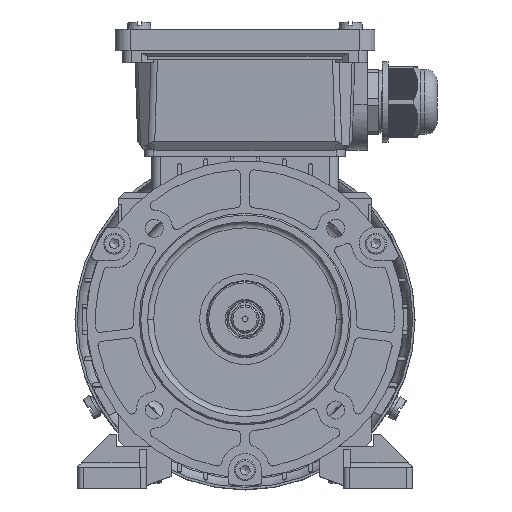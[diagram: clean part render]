
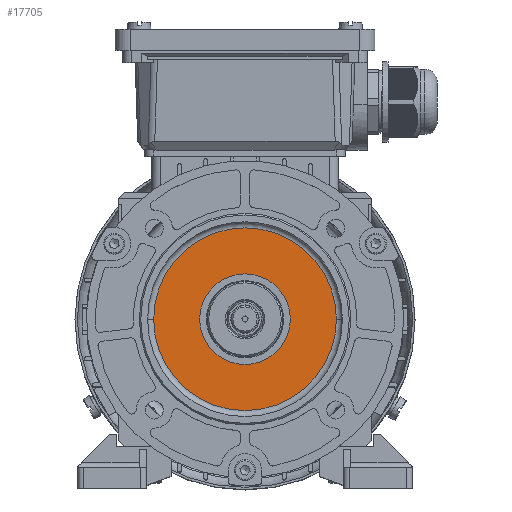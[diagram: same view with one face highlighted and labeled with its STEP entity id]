
A CAD part, top view. The second image highlights one B-rep face of the part: STEP entity #17705.
In plain terms, the highlighted planar face has unit normal (0, 0, 1).
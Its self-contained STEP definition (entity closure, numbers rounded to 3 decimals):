
#2169=PLANE('',#69275);
#3314=FACE_BOUND('',#25004,.T.);
#3315=FACE_BOUND('',#25005,.T.);
#17705=ADVANCED_FACE('',(#3314,#3315),#2169,.F.);
#25004=EDGE_LOOP('',(#42982,#42983));
#25005=EDGE_LOOP('',(#42984,#42985));
#28103=CIRCLE('',#69101,15.);
#28105=CIRCLE('',#69104,30.25);
#28243=CIRCLE('',#69272,30.25);
#28244=CIRCLE('',#69274,15.);
#42982=ORIENTED_EDGE('',*,*,#60941,.F.);
#42983=ORIENTED_EDGE('',*,*,#61153,.F.);
#42984=ORIENTED_EDGE('',*,*,#61152,.T.);
#42985=ORIENTED_EDGE('',*,*,#60945,.T.);
#52455=VERTEX_POINT('',#113054);
#52456=VERTEX_POINT('',#113055);
#52459=VERTEX_POINT('',#113063);
#52460=VERTEX_POINT('',#113064);
#60941=EDGE_CURVE('',#52455,#52456,#28103,.T.);
#60945=EDGE_CURVE('',#52459,#52460,#28105,.T.);
#61152=EDGE_CURVE('',#52460,#52459,#28243,.T.);
#61153=EDGE_CURVE('',#52456,#52455,#28244,.T.);
#69101=AXIS2_PLACEMENT_3D('',#113053,#83947,#83948);
#69104=AXIS2_PLACEMENT_3D('',#113062,#83955,#83956);
#69272=AXIS2_PLACEMENT_3D('',#113564,#84344,#84345);
#69274=AXIS2_PLACEMENT_3D('',#113566,#84348,#84349);
#69275=AXIS2_PLACEMENT_3D('',#113567,#84350,#84351);
#83947=DIRECTION('',(0.,0.,1.));
#83948=DIRECTION('',(1.,0.,0.));
#83955=DIRECTION('',(0.,0.,1.));
#83956=DIRECTION('',(1.,0.,0.));
#84344=DIRECTION('',(0.,0.,1.));
#84345=DIRECTION('',(1.,0.,0.));
#84348=DIRECTION('',(0.,0.,1.));
#84349=DIRECTION('',(1.,0.,0.));
#84350=DIRECTION('',(0.,0.,-1.));
#84351=DIRECTION('',(1.,0.,0.));
#113053=CARTESIAN_POINT('',(3.42,-1.52,66.));
#113054=CARTESIAN_POINT('',(18.42,-1.52,66.));
#113055=CARTESIAN_POINT('',(-11.58,-1.52,66.));
#113062=CARTESIAN_POINT('',(3.42,-1.52,66.));
#113063=CARTESIAN_POINT('',(-26.83,-1.52,66.));
#113064=CARTESIAN_POINT('',(33.67,-1.52,66.));
#113564=CARTESIAN_POINT('',(3.42,-1.52,66.));
#113566=CARTESIAN_POINT('',(3.42,-1.52,66.));
#113567=CARTESIAN_POINT('',(3.42,13.48,66.));
